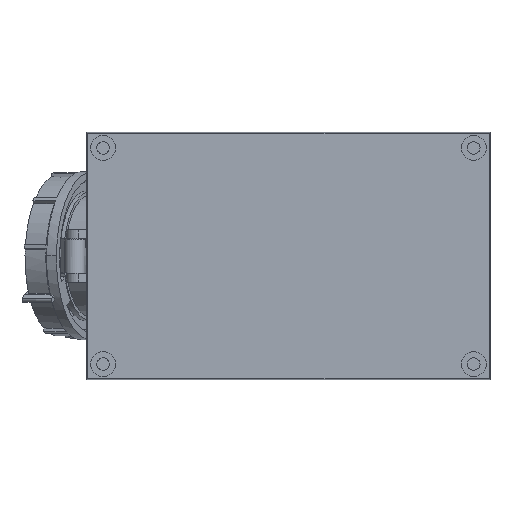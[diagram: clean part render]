
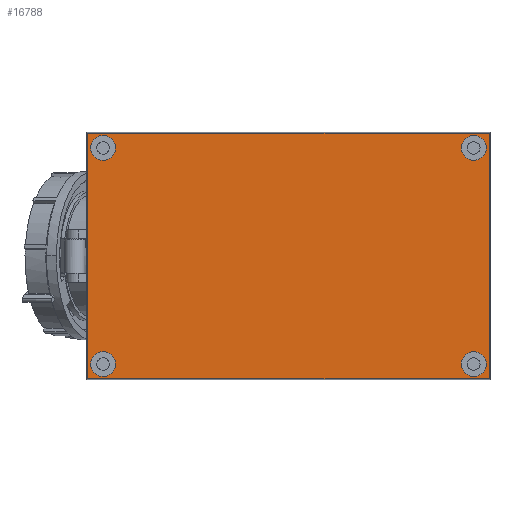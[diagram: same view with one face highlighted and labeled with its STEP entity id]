
A CAD part, front view. The second image highlights one B-rep face of the part: STEP entity #16788.
In plain terms, the highlighted planar face has unit normal (0, -1, 0).
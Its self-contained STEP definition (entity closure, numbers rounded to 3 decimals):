
#108 = VERTEX_POINT ( 'NONE', #4275 ) ;
#125 = EDGE_CURVE ( 'NONE', #24997, #28475, #26696, .T. ) ;
#180 = AXIS2_PLACEMENT_3D ( 'NONE', #12937, #20149, #29749 ) ;
#185 = ORIENTED_EDGE ( 'NONE', *, *, #19914, .T. ) ;
#381 = VERTEX_POINT ( 'NONE', #29524 ) ;
#592 = EDGE_CURVE ( 'NONE', #9506, #13813, #29081, .T. ) ;
#770 = AXIS2_PLACEMENT_3D ( 'NONE', #1262, #22665, #30206 ) ;
#936 = VERTEX_POINT ( 'NONE', #30056 ) ;
#1028 = CARTESIAN_POINT ( 'NONE',  ( 130., 3., 79.5 ) ) ;
#1152 = VERTEX_POINT ( 'NONE', #27318 ) ;
#1262 = CARTESIAN_POINT ( 'NONE',  ( -120., 3., -70. ) ) ;
#1468 = CARTESIAN_POINT ( 'NONE',  ( -130., 3., 79.5 ) ) ;
#1522 = AXIS2_PLACEMENT_3D ( 'NONE', #5014, #29685, #15386 ) ;
#1538 = CARTESIAN_POINT ( 'NONE',  ( 111.95, 3., 70. ) ) ;
#1547 = VERTEX_POINT ( 'NONE', #16711 ) ;
#1715 = DIRECTION ( 'NONE',  ( 0., 1., 0. ) ) ;
#1799 = VECTOR ( 'NONE', #28786, 1000. ) ;
#2137 = DIRECTION ( 'NONE',  ( 1., 0., 0. ) ) ;
#3840 = CARTESIAN_POINT ( 'NONE',  ( 130., 3., -79.5 ) ) ;
#4162 = AXIS2_PLACEMENT_3D ( 'NONE', #5218, #21563, #5059 ) ;
#4275 = CARTESIAN_POINT ( 'NONE',  ( -111.95, 3., -70. ) ) ;
#4338 = CARTESIAN_POINT ( 'NONE',  ( 111.95, 3., -70. ) ) ;
#5014 = CARTESIAN_POINT ( 'NONE',  ( 120., 3., 70. ) ) ;
#5059 = DIRECTION ( 'NONE',  ( 1., 0., 0. ) ) ;
#5084 = DIRECTION ( 'NONE',  ( 0., 1., 0. ) ) ;
#5149 = ORIENTED_EDGE ( 'NONE', *, *, #6716, .T. ) ;
#5218 = CARTESIAN_POINT ( 'NONE',  ( -120., 3., -70. ) ) ;
#5656 = ORIENTED_EDGE ( 'NONE', *, *, #125, .T. ) ;
#6062 = PLANE ( 'NONE',  #8743 ) ;
#6716 = EDGE_CURVE ( 'NONE', #13813, #9506, #15124, .T. ) ;
#7281 = DIRECTION ( 'NONE',  ( 0., 1., 0. ) ) ;
#7381 = EDGE_CURVE ( 'NONE', #23128, #23456, #21930, .T. ) ;
#7401 = CIRCLE ( 'NONE', #27472, 8.05 ) ;
#7695 = VECTOR ( 'NONE', #21425, 1000. ) ;
#7741 = LINE ( 'NONE', #10082, #24647 ) ;
#8008 = AXIS2_PLACEMENT_3D ( 'NONE', #8922, #5084, #2137 ) ;
#8451 = FACE_BOUND ( 'NONE', #13411, .T. ) ;
#8601 = DIRECTION ( 'NONE',  ( -1., 0., 0. ) ) ;
#8743 = AXIS2_PLACEMENT_3D ( 'NONE', #15653, #25249, #8601 ) ;
#8822 = ORIENTED_EDGE ( 'NONE', *, *, #7381, .F. ) ;
#8922 = CARTESIAN_POINT ( 'NONE',  ( 120., 3., 70. ) ) ;
#9403 = CIRCLE ( 'NONE', #12428, 8.05 ) ;
#9506 = VERTEX_POINT ( 'NONE', #25116 ) ;
#9523 = DIRECTION ( 'NONE',  ( 0., 0., -1. ) ) ;
#9638 = CARTESIAN_POINT ( 'NONE',  ( -130., 3., 0. ) ) ;
#9788 = DIRECTION ( 'NONE',  ( -1., 0., 0. ) ) ;
#10082 = CARTESIAN_POINT ( 'NONE',  ( 0., 3., -79.5 ) ) ;
#10703 = ORIENTED_EDGE ( 'NONE', *, *, #592, .T. ) ;
#11724 = CIRCLE ( 'NONE', #4162, 8.05 ) ;
#11864 = CARTESIAN_POINT ( 'NONE',  ( 120., 3., -70. ) ) ;
#12104 = EDGE_CURVE ( 'NONE', #1547, #381, #27342, .T. ) ;
#12428 = AXIS2_PLACEMENT_3D ( 'NONE', #15573, #1715, #30032 ) ;
#12937 = CARTESIAN_POINT ( 'NONE',  ( -120., 3., 70. ) ) ;
#13071 = EDGE_LOOP ( 'NONE', ( #5656, #31116 ) ) ;
#13411 = EDGE_LOOP ( 'NONE', ( #15872, #185 ) ) ;
#13813 = VERTEX_POINT ( 'NONE', #1538 ) ;
#13820 = ORIENTED_EDGE ( 'NONE', *, *, #20976, .T. ) ;
#13874 = CARTESIAN_POINT ( 'NONE',  ( 120., 3., -70. ) ) ;
#13904 = ORIENTED_EDGE ( 'NONE', *, *, #16246, .T. ) ;
#14769 = ORIENTED_EDGE ( 'NONE', *, *, #18316, .F. ) ;
#15065 = EDGE_LOOP ( 'NONE', ( #10703, #5149 ) ) ;
#15124 = CIRCLE ( 'NONE', #1522, 8.05 ) ;
#15386 = DIRECTION ( 'NONE',  ( 1., 0., 0. ) ) ;
#15496 = FACE_OUTER_BOUND ( 'NONE', #27448, .T. ) ;
#15563 = VERTEX_POINT ( 'NONE', #1468 ) ;
#15573 = CARTESIAN_POINT ( 'NONE',  ( -120., 3., 70. ) ) ;
#15587 = LINE ( 'NONE', #23587, #1799 ) ;
#15653 = CARTESIAN_POINT ( 'NONE',  ( 0., 3., 0. ) ) ;
#15872 = ORIENTED_EDGE ( 'NONE', *, *, #12104, .T. ) ;
#16083 = CARTESIAN_POINT ( 'NONE',  ( 128.05, 3., -70. ) ) ;
#16246 = EDGE_CURVE ( 'NONE', #108, #936, #11724, .T. ) ;
#16698 = LINE ( 'NONE', #9638, #7695 ) ;
#16711 = CARTESIAN_POINT ( 'NONE',  ( -111.95, 3., 70. ) ) ;
#16788 = ADVANCED_FACE ( 'NONE', ( #15496, #8451, #29817, #25085, #18016 ), #6062, .T. ) ;
#16900 = CARTESIAN_POINT ( 'NONE',  ( 130., 3., 0. ) ) ;
#18016 = FACE_BOUND ( 'NONE', #13071, .T. ) ;
#18090 = ORIENTED_EDGE ( 'NONE', *, *, #21076, .F. ) ;
#18316 = EDGE_CURVE ( 'NONE', #1152, #15563, #16698, .T. ) ;
#19046 = DIRECTION ( 'NONE',  ( 1., 0., 0. ) ) ;
#19691 = EDGE_CURVE ( 'NONE', #28475, #24997, #7401, .T. ) ;
#19914 = EDGE_CURVE ( 'NONE', #381, #1547, #9403, .T. ) ;
#20149 = DIRECTION ( 'NONE',  ( 0., 1., 0. ) ) ;
#20976 = EDGE_CURVE ( 'NONE', #936, #108, #27918, .T. ) ;
#21076 = EDGE_CURVE ( 'NONE', #15563, #23128, #15587, .T. ) ;
#21172 = ORIENTED_EDGE ( 'NONE', *, *, #21325, .F. ) ;
#21325 = EDGE_CURVE ( 'NONE', #23456, #1152, #7741, .T. ) ;
#21425 = DIRECTION ( 'NONE',  ( 0., 0., 1. ) ) ;
#21427 = DIRECTION ( 'NONE',  ( 0., 1., 0. ) ) ;
#21563 = DIRECTION ( 'NONE',  ( 0., 1., 0. ) ) ;
#21738 = EDGE_LOOP ( 'NONE', ( #13904, #13820 ) ) ;
#21930 = LINE ( 'NONE', #16900, #26198 ) ;
#22665 = DIRECTION ( 'NONE',  ( 0., 1., 0. ) ) ;
#23128 = VERTEX_POINT ( 'NONE', #1028 ) ;
#23456 = VERTEX_POINT ( 'NONE', #3840 ) ;
#23587 = CARTESIAN_POINT ( 'NONE',  ( 0., 3., 79.5 ) ) ;
#24647 = VECTOR ( 'NONE', #9788, 1000. ) ;
#24997 = VERTEX_POINT ( 'NONE', #16083 ) ;
#25085 = FACE_BOUND ( 'NONE', #21738, .T. ) ;
#25116 = CARTESIAN_POINT ( 'NONE',  ( 128.05, 3., 70. ) ) ;
#25249 = DIRECTION ( 'NONE',  ( 0., -1., 0. ) ) ;
#26198 = VECTOR ( 'NONE', #9523, 1000. ) ;
#26696 = CIRCLE ( 'NONE', #29207, 8.05 ) ;
#27318 = CARTESIAN_POINT ( 'NONE',  ( -130., 3., -79.5 ) ) ;
#27342 = CIRCLE ( 'NONE', #180, 8.05 ) ;
#27448 = EDGE_LOOP ( 'NONE', ( #21172, #8822, #18090, #14769 ) ) ;
#27472 = AXIS2_PLACEMENT_3D ( 'NONE', #11864, #21427, #31020 ) ;
#27918 = CIRCLE ( 'NONE', #770, 8.05 ) ;
#28475 = VERTEX_POINT ( 'NONE', #4338 ) ;
#28786 = DIRECTION ( 'NONE',  ( 1., 0., 0. ) ) ;
#29081 = CIRCLE ( 'NONE', #8008, 8.05 ) ;
#29207 = AXIS2_PLACEMENT_3D ( 'NONE', #13874, #7281, #19046 ) ;
#29524 = CARTESIAN_POINT ( 'NONE',  ( -128.05, 3., 70. ) ) ;
#29685 = DIRECTION ( 'NONE',  ( 0., 1., 0. ) ) ;
#29749 = DIRECTION ( 'NONE',  ( 1., 0., 0. ) ) ;
#29817 = FACE_BOUND ( 'NONE', #15065, .T. ) ;
#30032 = DIRECTION ( 'NONE',  ( 1., 0., 0. ) ) ;
#30056 = CARTESIAN_POINT ( 'NONE',  ( -128.05, 3., -70. ) ) ;
#30206 = DIRECTION ( 'NONE',  ( 1., 0., 0. ) ) ;
#31020 = DIRECTION ( 'NONE',  ( 1., 0., 0. ) ) ;
#31116 = ORIENTED_EDGE ( 'NONE', *, *, #19691, .T. ) ;
